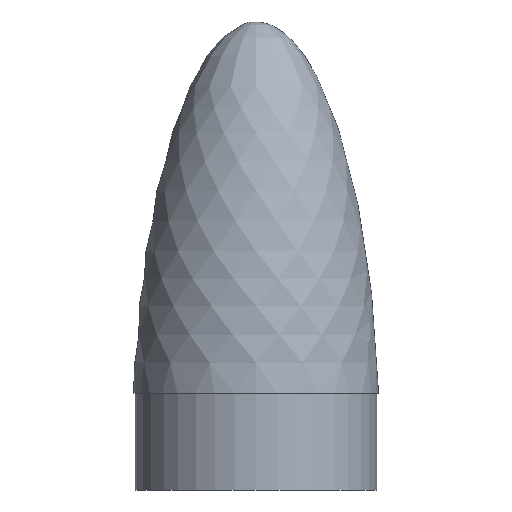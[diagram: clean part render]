
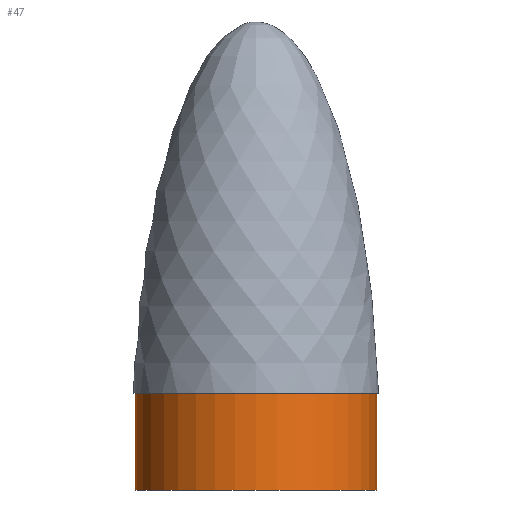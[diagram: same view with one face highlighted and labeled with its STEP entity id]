
A CAD part, front view. The second image highlights one B-rep face of the part: STEP entity #47.
In plain terms, the highlighted cylindrical face has radius 32.5 mm (diameter 65 mm), a full revolution.
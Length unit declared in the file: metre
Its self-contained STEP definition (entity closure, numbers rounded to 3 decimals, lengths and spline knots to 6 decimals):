
#14=CYLINDRICAL_SURFACE('',#65,0.0325);
#16=ORIENTED_EDGE('',*,*,#21,.F.);
#17=ORIENTED_EDGE('',*,*,#22,.T.);
#21=EDGE_CURVE('',#24,#24,#28,.T.);
#22=EDGE_CURVE('',#25,#25,#29,.T.);
#24=VERTEX_POINT('',#86);
#25=VERTEX_POINT('',#89);
#28=CIRCLE('',#64,0.0325);
#29=CIRCLE('',#66,0.0325);
#32=EDGE_LOOP('',(#16));
#33=EDGE_LOOP('',(#17));
#38=FACE_BOUND('',#32,.T.);
#39=FACE_BOUND('',#33,.T.);
#47=ADVANCED_FACE('',(#38,#39),#14,.T.);
#64=AXIS2_PLACEMENT_3D('',#85,#73,#74);
#65=AXIS2_PLACEMENT_3D('',#87,#75,#76);
#66=AXIS2_PLACEMENT_3D('',#88,#77,#78);
#73=DIRECTION('',(0.,0.,-1.));
#74=DIRECTION('',(-1.,0.,0.));
#75=DIRECTION('',(0.,0.,-1.));
#76=DIRECTION('',(-1.,0.,0.));
#77=DIRECTION('',(0.,0.,-1.));
#78=DIRECTION('',(-1.,0.,0.));
#85=CARTESIAN_POINT('',(0.,0.,-0.009752));
#86=CARTESIAN_POINT('',(-0.0325,0.,-0.009752));
#87=CARTESIAN_POINT('',(0.,0.,0.066248));
#88=CARTESIAN_POINT('',(0.,0.,0.016248));
#89=CARTESIAN_POINT('',(-0.0325,0.,0.016248));
